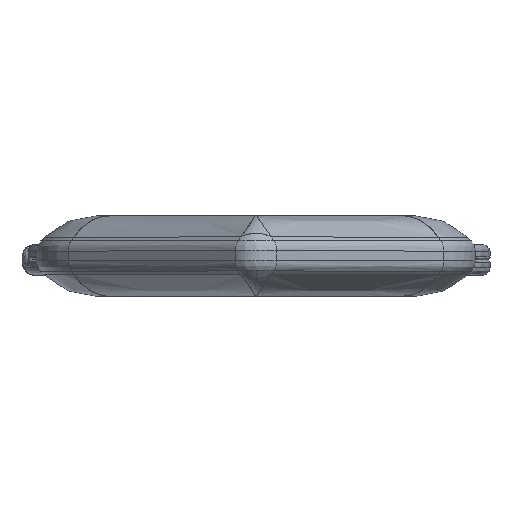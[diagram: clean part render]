
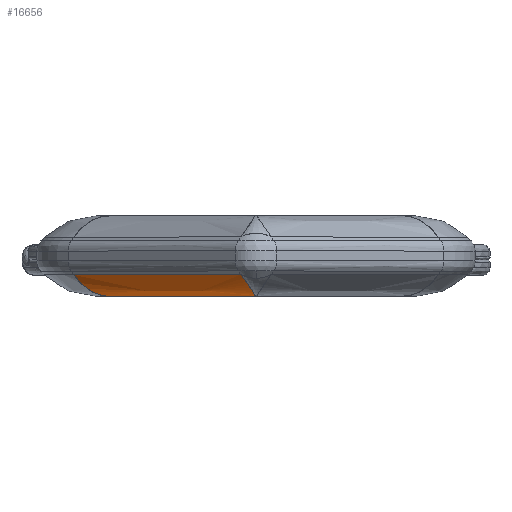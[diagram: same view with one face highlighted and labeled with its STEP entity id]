
A CAD part, top view. The second image highlights one B-rep face of the part: STEP entity #16656.
In plain terms, the highlighted free-form (B-spline) face has degree [2, 3] with [3, 4] control points.
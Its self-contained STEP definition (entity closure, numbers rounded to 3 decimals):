
#16656 = ADVANCED_FACE('',(#16657),#16723,.T.);
#16657 = FACE_BOUND('',#16658,.T.);
#16658 = EDGE_LOOP('',(#16659,#16670,#16678,#16687,#16697,#16707,#16716)
  );
#16659 = ORIENTED_EDGE('',*,*,#16660,.T.);
#16660 = EDGE_CURVE('',#16661,#16663,#16665,.T.);
#16661 = VERTEX_POINT('',#16662);
#16662 = CARTESIAN_POINT('',(-50.227,17.263,
    82.437));
#16663 = VERTEX_POINT('',#16664);
#16664 = CARTESIAN_POINT('',(-60.577,17.263,
    71.932));
#16665 = B_SPLINE_CURVE_WITH_KNOTS('',3,(#16666,#16667,#16668,#16669),
  .UNSPECIFIED.,.F.,.F.,(4,4),(0.,1.),.PIECEWISE_BEZIER_KNOTS.);
#16666 = CARTESIAN_POINT('',(-50.227,17.263,
    82.437));
#16667 = CARTESIAN_POINT('',(-53.677,17.263,
    78.935));
#16668 = CARTESIAN_POINT('',(-57.127,17.263,
    75.434));
#16669 = CARTESIAN_POINT('',(-60.577,17.263,
    71.932));
#16670 = ORIENTED_EDGE('',*,*,#16671,.T.);
#16671 = EDGE_CURVE('',#16663,#16672,#16674,.T.);
#16672 = VERTEX_POINT('',#16673);
#16673 = CARTESIAN_POINT('',(-58.294,15.935,
    69.683));
#16674 = B_SPLINE_CURVE_WITH_KNOTS('',2,(#16675,#16676,#16677),
  .UNSPECIFIED.,.F.,.F.,(3,3),(0.,1.),.PIECEWISE_BEZIER_KNOTS.);
#16675 = CARTESIAN_POINT('',(-60.577,17.263,
    71.932));
#16676 = CARTESIAN_POINT('',(-59.631,15.935,
    71.));
#16677 = CARTESIAN_POINT('',(-58.294,15.935,
    69.683));
#16678 = ORIENTED_EDGE('',*,*,#16679,.T.);
#16679 = EDGE_CURVE('',#16672,#16680,#16682,.T.);
#16680 = VERTEX_POINT('',#16681);
#16681 = CARTESIAN_POINT('',(-49.282,15.935,
    78.831));
#16682 = B_SPLINE_CURVE_WITH_KNOTS('',3,(#16683,#16684,#16685,#16686),
  .UNSPECIFIED.,.F.,.F.,(4,4),(0.,1.),.PIECEWISE_BEZIER_KNOTS.);
#16683 = CARTESIAN_POINT('',(-58.294,15.935,
    69.683));
#16684 = CARTESIAN_POINT('',(-55.29,15.935,
    72.732));
#16685 = CARTESIAN_POINT('',(-52.286,15.935,
    75.781));
#16686 = CARTESIAN_POINT('',(-49.282,15.935,
    78.831));
#16687 = ORIENTED_EDGE('',*,*,#16688,.T.);
#16688 = EDGE_CURVE('',#16680,#16689,#16691,.T.);
#16689 = VERTEX_POINT('',#16690);
#16690 = CARTESIAN_POINT('',(-49.356,15.996,
    79.863));
#16691 = B_SPLINE_CURVE_WITH_KNOTS('',4,(#16692,#16693,#16694,#16695,
    #16696),.UNSPECIFIED.,.F.,.F.,(5,5),(0.,0.25),
  .PIECEWISE_BEZIER_KNOTS.);
#16692 = CARTESIAN_POINT('',(-49.282,15.935,
    78.831));
#16693 = CARTESIAN_POINT('',(-49.3,15.935,
    79.13));
#16694 = CARTESIAN_POINT('',(-49.318,15.948,
    79.401));
#16695 = CARTESIAN_POINT('',(-49.337,15.969,
    79.645));
#16696 = CARTESIAN_POINT('',(-49.356,15.996,
    79.863));
#16697 = ORIENTED_EDGE('',*,*,#16698,.T.);
#16698 = EDGE_CURVE('',#16689,#16699,#16701,.T.);
#16699 = VERTEX_POINT('',#16700);
#16700 = CARTESIAN_POINT('',(-49.491,16.205,
    80.871));
#16701 = B_SPLINE_CURVE_WITH_KNOTS('',4,(#16702,#16703,#16704,#16705,
    #16706),.UNSPECIFIED.,.F.,.F.,(5,5),(0.25,0.5),
  .PIECEWISE_BEZIER_KNOTS.);
#16702 = CARTESIAN_POINT('',(-49.356,15.996,
    79.863));
#16703 = CARTESIAN_POINT('',(-49.382,16.032,
    80.157));
#16704 = CARTESIAN_POINT('',(-49.413,16.081,
    80.422));
#16705 = CARTESIAN_POINT('',(-49.449,16.139,
    80.66));
#16706 = CARTESIAN_POINT('',(-49.491,16.205,
    80.871));
#16707 = ORIENTED_EDGE('',*,*,#16708,.T.);
#16708 = EDGE_CURVE('',#16699,#16709,#16711,.T.);
#16709 = VERTEX_POINT('',#16710);
#16710 = CARTESIAN_POINT('',(-49.768,16.617,
    81.768));
#16711 = B_SPLINE_CURVE_WITH_KNOTS('',3,(#16712,#16713,#16714,#16715),
  .UNSPECIFIED.,.F.,.F.,(4,4),(0.5,0.75),.PIECEWISE_BEZIER_KNOTS.);
#16712 = CARTESIAN_POINT('',(-49.491,16.205,
    80.871));
#16713 = CARTESIAN_POINT('',(-49.56,16.313,
    81.22));
#16714 = CARTESIAN_POINT('',(-49.652,16.451,
    81.518));
#16715 = CARTESIAN_POINT('',(-49.768,16.617,
    81.768));
#16716 = ORIENTED_EDGE('',*,*,#16717,.T.);
#16717 = EDGE_CURVE('',#16709,#16661,#16718,.T.);
#16718 = B_SPLINE_CURVE_WITH_KNOTS('',3,(#16719,#16720,#16721,#16722),
  .UNSPECIFIED.,.F.,.F.,(4,4),(0.75,1.),.PIECEWISE_BEZIER_KNOTS.);
#16719 = CARTESIAN_POINT('',(-49.768,16.617,
    81.768));
#16720 = CARTESIAN_POINT('',(-49.891,16.792,
    82.034));
#16721 = CARTESIAN_POINT('',(-50.045,17.006,
    82.257));
#16722 = CARTESIAN_POINT('',(-50.227,17.263,
    82.437));
#16723 = B_SPLINE_SURFACE_WITH_KNOTS('',2,3,(
    (#16724,#16725,#16726,#16727)
    ,(#16728,#16729,#16730,#16731)
    ,(#16732,#16733,#16734,#16735
    )),.UNSPECIFIED.,.F.,.F.,.F.,(3,3),(4,4),(0.,1.),(
    -0.006,0.011),.PIECEWISE_BEZIER_KNOTS.);
#16724 = CARTESIAN_POINT('',(-47.944,15.935,
    80.188));
#16725 = CARTESIAN_POINT('',(-51.394,15.935,
    76.686));
#16726 = CARTESIAN_POINT('',(-54.844,15.935,
    73.185));
#16727 = CARTESIAN_POINT('',(-58.294,15.935,
    69.683));
#16728 = CARTESIAN_POINT('',(-49.282,15.935,
    81.506));
#16729 = CARTESIAN_POINT('',(-52.732,15.935,
    78.004));
#16730 = CARTESIAN_POINT('',(-56.181,15.935,
    74.502));
#16731 = CARTESIAN_POINT('',(-59.631,15.935,
    71.));
#16732 = CARTESIAN_POINT('',(-50.227,17.263,
    82.437));
#16733 = CARTESIAN_POINT('',(-53.677,17.263,
    78.935));
#16734 = CARTESIAN_POINT('',(-57.127,17.263,
    75.434));
#16735 = CARTESIAN_POINT('',(-60.577,17.263,
    71.932));
